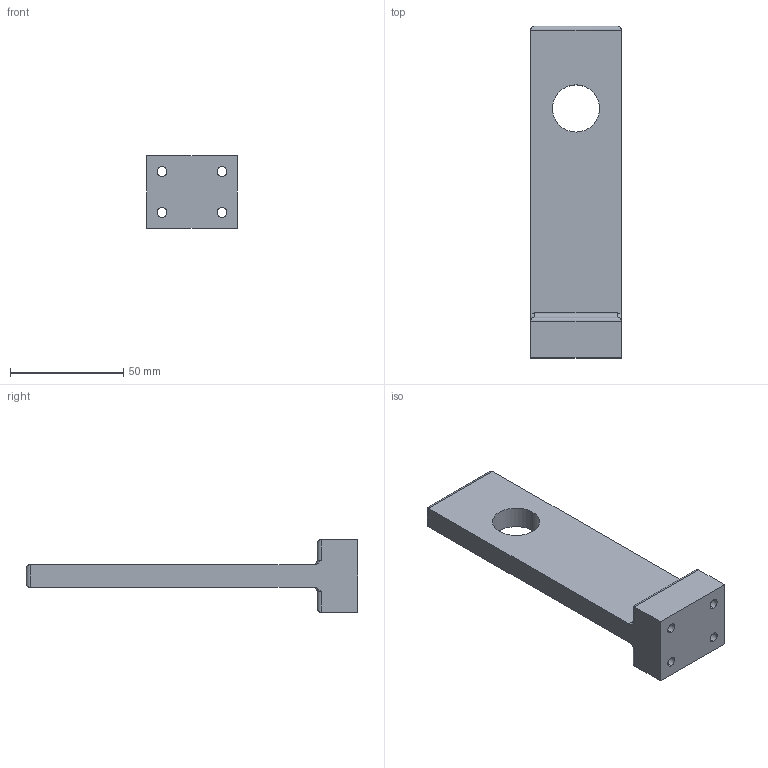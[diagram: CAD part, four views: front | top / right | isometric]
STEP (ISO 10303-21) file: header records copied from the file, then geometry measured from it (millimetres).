
FILE_DESCRIPTION((''),'2;1');
FILE_NAME('SHOULDER_SUPPORT_SHOULDER','2021-03-26T21:14:06',('TINH LE'),(''),'CREO PARAMETRIC BY PTC INC, 2020154','CREO PARAMETRIC BY PTC INC, 2020154','');
FILE_SCHEMA(('CONFIG_CONTROL_DESIGN'));
Length unit declared in the file: millimetre
Products named in the file (1): SHOULDER_SUPPORT_SHOULDER
Bounding box: 40 x 146.5 x 32 mm (x, y, z)
Volume: 69882.1 mm3; surface area: 18598 mm2
Topology: 1 solids, 1 shells, 36 faces, 102 edges, 64 vertices
Faces by surface type: cylinder 22, plane 10, torus 4
Entity records: 1313 total; most frequent: CARTESIAN_POINT 335, ORIENTED_EDGE 204, DIRECTION 186, EDGE_CURVE 102, AXIS2_PLACEMENT_3D 68, VERTEX_POINT 64, VECTOR 50, LINE 50
